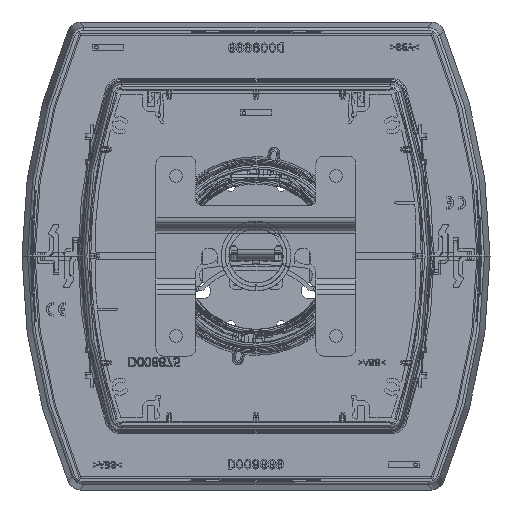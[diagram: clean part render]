
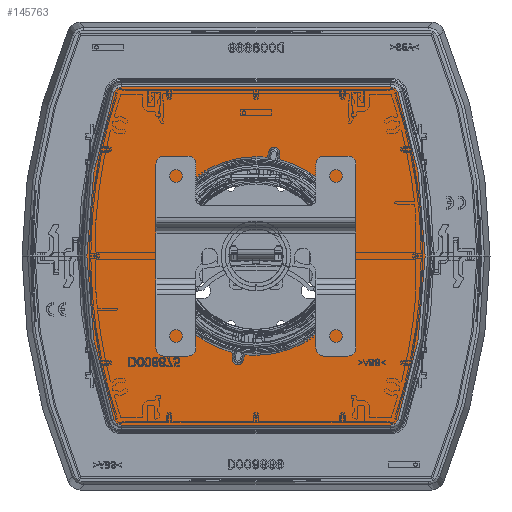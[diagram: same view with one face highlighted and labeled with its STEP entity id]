
A CAD part, left-side view. The second image highlights one B-rep face of the part: STEP entity #145763.
In plain terms, the highlighted planar face has unit normal (-1, 0, 0).
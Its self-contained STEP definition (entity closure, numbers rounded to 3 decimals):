
#131151=AXIS2_PLACEMENT_3D('Circle Axis2P3D',#131149,#131150,$) ;
#131189=AXIS2_PLACEMENT_3D('Circle Axis2P3D',#131187,#131188,$) ;
#131237=AXIS2_PLACEMENT_3D('Circle Axis2P3D',#131235,#131236,$) ;
#131254=AXIS2_PLACEMENT_3D('Circle Axis2P3D',#131252,#131253,$) ;
#131285=AXIS2_PLACEMENT_3D('Circle Axis2P3D',#131283,#131284,$) ;
#131326=AXIS2_PLACEMENT_3D('Circle Axis2P3D',#131324,#131325,$) ;
#145733=AXIS2_PLACEMENT_3D('Plane Axis2P3D',#145730,#145731,#145732) ;
#145747=AXIS2_PLACEMENT_3D('Circle Axis2P3D',#145745,#145746,$) ;
#145756=AXIS2_PLACEMENT_3D('Circle Axis2P3D',#145754,#145755,$) ;
#131149=CARTESIAN_POINT('Axis2P3D Location',(3.5,127.5,-11.)) ;
#131153=CARTESIAN_POINT('Vertex',(3.5,-53.267,-72.402)) ;
#131155=CARTESIAN_POINT('Vertex',(3.5,-53.267,50.402)) ;
#131184=CARTESIAN_POINT('Vertex',(3.5,-50.463,-74.411)) ;
#131187=CARTESIAN_POINT('Axis2P3D Location',(3.5,-50.463,-71.45)) ;
#131208=CARTESIAN_POINT('Vertex',(3.5,50.463,-74.411)) ;
#131211=CARTESIAN_POINT('Line Origine',(3.5,0.,-74.411)) ;
#131232=CARTESIAN_POINT('Vertex',(3.5,53.267,-72.402)) ;
#131235=CARTESIAN_POINT('Axis2P3D Location',(3.5,50.463,-71.45)) ;
#131252=CARTESIAN_POINT('Axis2P3D Location',(3.5,-127.5,-11.)) ;
#131256=CARTESIAN_POINT('Vertex',(3.5,53.267,50.402)) ;
#131280=CARTESIAN_POINT('Vertex',(3.5,50.463,52.411)) ;
#131283=CARTESIAN_POINT('Axis2P3D Location',(3.5,50.463,49.45)) ;
#131304=CARTESIAN_POINT('Vertex',(3.5,-50.463,52.411)) ;
#131307=CARTESIAN_POINT('Line Origine',(3.5,0.,52.411)) ;
#131324=CARTESIAN_POINT('Axis2P3D Location',(3.5,-50.463,49.45)) ;
#145730=CARTESIAN_POINT('Axis2P3D Location',(3.5,0.,-11.)) ;
#145745=CARTESIAN_POINT('Axis2P3D Location',(3.5,0.,-11.)) ;
#145749=CARTESIAN_POINT('Vertex',(3.5,-17.074,-42.254)) ;
#145751=CARTESIAN_POINT('Vertex',(3.5,17.074,20.254)) ;
#145754=CARTESIAN_POINT('Axis2P3D Location',(3.5,0.,-11.)) ;
#131150=DIRECTION('Axis2P3D Direction',(1.,0.,0.)) ;
#131188=DIRECTION('Axis2P3D Direction',(1.,0.,0.)) ;
#131212=DIRECTION('Vector Direction',(0.,1.,0.)) ;
#131236=DIRECTION('Axis2P3D Direction',(1.,0.,0.)) ;
#131253=DIRECTION('Axis2P3D Direction',(1.,0.,0.)) ;
#131284=DIRECTION('Axis2P3D Direction',(1.,0.,0.)) ;
#131308=DIRECTION('Vector Direction',(0.,-1.,0.)) ;
#131325=DIRECTION('Axis2P3D Direction',(1.,0.,0.)) ;
#145731=DIRECTION('Axis2P3D Direction',(1.,0.,0.)) ;
#145732=DIRECTION('Axis2P3D XDirection',(0.,0.,1.)) ;
#145746=DIRECTION('Axis2P3D Direction',(1.,0.,0.)) ;
#145755=DIRECTION('Axis2P3D Direction',(1.,0.,0.)) ;
#131213=VECTOR('Line Direction',#131212,1.) ;
#131309=VECTOR('Line Direction',#131308,1.) ;
#145736=ORIENTED_EDGE('',*,*,#131328,.T.) ;
#145737=ORIENTED_EDGE('',*,*,#131311,.T.) ;
#145738=ORIENTED_EDGE('',*,*,#131287,.T.) ;
#145739=ORIENTED_EDGE('',*,*,#131258,.T.) ;
#145740=ORIENTED_EDGE('',*,*,#131239,.T.) ;
#145741=ORIENTED_EDGE('',*,*,#131215,.T.) ;
#145742=ORIENTED_EDGE('',*,*,#131191,.T.) ;
#145743=ORIENTED_EDGE('',*,*,#131157,.T.) ;
#145760=ORIENTED_EDGE('',*,*,#145753,.F.) ;
#145761=ORIENTED_EDGE('',*,*,#145758,.F.) ;
#145762=FACE_BOUND('',#145759,.T.) ;
#145763=ADVANCED_FACE('ASS-Syst-Compensation-4F.1\\D008675.1\\Corps principal',(#145744,#145762),#145734,.F.) ;
#131152=CIRCLE('generated circle',#131151,190.911) ;
#131190=CIRCLE('generated circle',#131189,2.961) ;
#131238=CIRCLE('generated circle',#131237,2.961) ;
#131255=CIRCLE('generated circle',#131254,190.911) ;
#131286=CIRCLE('generated circle',#131285,2.961) ;
#131327=CIRCLE('generated circle',#131326,2.961) ;
#145748=CIRCLE('generated circle',#145747,35.614) ;
#145757=CIRCLE('generated circle',#145756,35.614) ;
#131157=EDGE_CURVE('',#131154,#131156,#131152,.F.) ;
#131191=EDGE_CURVE('',#131185,#131154,#131190,.F.) ;
#131215=EDGE_CURVE('',#131209,#131185,#131214,.F.) ;
#131239=EDGE_CURVE('',#131233,#131209,#131238,.F.) ;
#131258=EDGE_CURVE('',#131257,#131233,#131255,.F.) ;
#131287=EDGE_CURVE('',#131281,#131257,#131286,.F.) ;
#131311=EDGE_CURVE('',#131305,#131281,#131310,.F.) ;
#131328=EDGE_CURVE('',#131156,#131305,#131327,.F.) ;
#145753=EDGE_CURVE('',#145750,#145752,#145748,.F.) ;
#145758=EDGE_CURVE('',#145752,#145750,#145757,.F.) ;
#145735=EDGE_LOOP('',(#145736,#145737,#145738,#145739,#145740,#145741,#145742,#145743)) ;
#145759=EDGE_LOOP('',(#145760,#145761)) ;
#145744=FACE_OUTER_BOUND('',#145735,.T.) ;
#131214=LINE('Line',#131211,#131213) ;
#131310=LINE('Line',#131307,#131309) ;
#145734=PLANE('',#145733) ;
#131154=VERTEX_POINT('',#131153) ;
#131156=VERTEX_POINT('',#131155) ;
#131185=VERTEX_POINT('',#131184) ;
#131209=VERTEX_POINT('',#131208) ;
#131233=VERTEX_POINT('',#131232) ;
#131257=VERTEX_POINT('',#131256) ;
#131281=VERTEX_POINT('',#131280) ;
#131305=VERTEX_POINT('',#131304) ;
#145750=VERTEX_POINT('',#145749) ;
#145752=VERTEX_POINT('',#145751) ;
